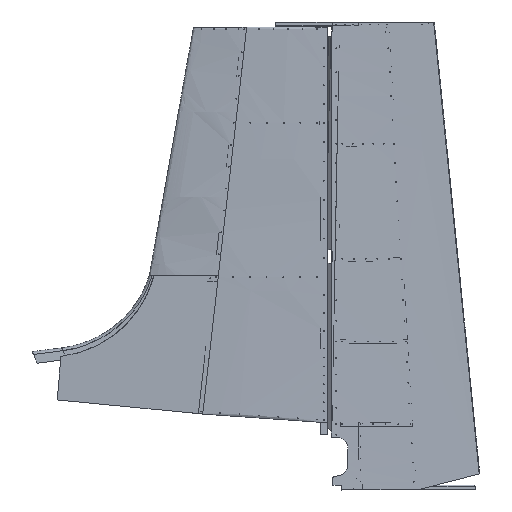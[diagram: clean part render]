
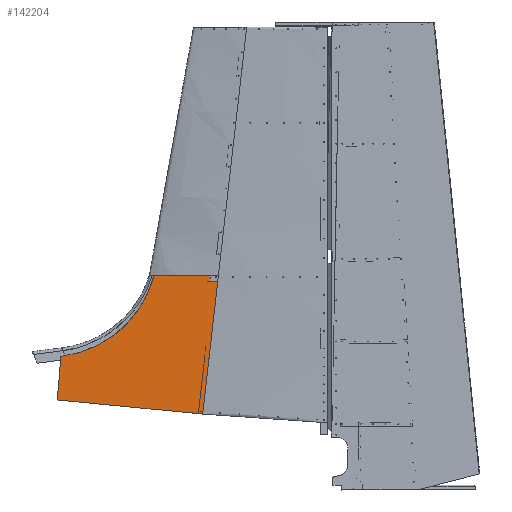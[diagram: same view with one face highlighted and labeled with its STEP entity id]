
A CAD part, top view. The second image highlights one B-rep face of the part: STEP entity #142204.
In plain terms, the highlighted free-form (B-spline) face has degree [1, 1] with [2, 2] control points.
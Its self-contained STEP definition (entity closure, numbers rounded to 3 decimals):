
#141886 = EDGE_CURVE('',#141887,#141889,#141891,.T.);
#141887 = VERTEX_POINT('',#141888);
#141888 = CARTESIAN_POINT('',(-442.313,593.423,
    49.908));
#141889 = VERTEX_POINT('',#141890);
#141890 = CARTESIAN_POINT('',(-439.917,590.73,
    50.017));
#141891 = ( BOUNDED_CURVE() B_SPLINE_CURVE(2,(#141892,#141893,#141894),
.UNSPECIFIED.,.F.,.F.) B_SPLINE_CURVE_WITH_KNOTS((3,3),(5.444,
7.123),.PIECEWISE_BEZIER_KNOTS.) CURVE() 
GEOMETRIC_REPRESENTATION_ITEM() RATIONAL_B_SPLINE_CURVE((1.,
0.668,1.)) REPRESENTATION_ITEM('') );
#141892 = CARTESIAN_POINT('',(-442.313,593.423,
    49.908));
#141893 = CARTESIAN_POINT('',(-439.614,593.412,
    49.962));
#141894 = CARTESIAN_POINT('',(-439.917,590.73,
    50.017));
#141935 = VERTEX_POINT('',#141936);
#141936 = CARTESIAN_POINT('',(-696.595,594.415,
    44.801));
#141941 = EDGE_CURVE('',#141935,#141887,#141942,.T.);
#141942 = B_SPLINE_CURVE_WITH_KNOTS('',1,(#141943,#141944),
  .UNSPECIFIED.,.F.,.F.,(2,2),(-212.562,-2.542),
  .PIECEWISE_BEZIER_KNOTS.);
#141943 = CARTESIAN_POINT('',(-696.595,594.415,
    44.801));
#141944 = CARTESIAN_POINT('',(-442.313,593.423,
    49.908));
#142023 = EDGE_CURVE('',#142024,#141935,#142026,.T.);
#142024 = VERTEX_POINT('',#142025);
#142025 = CARTESIAN_POINT('',(-698.947,592.61,
    44.795));
#142026 = ( BOUNDED_CURVE() B_SPLINE_CURVE(2,(#142027,#142028,#142029),
.UNSPECIFIED.,.F.,.F.) B_SPLINE_CURVE_WITH_KNOTS((3,3),(5.625,
6.942),.PIECEWISE_BEZIER_KNOTS.) CURVE() 
GEOMETRIC_REPRESENTATION_ITEM() RATIONAL_B_SPLINE_CURVE((1.,
0.791,1.)) REPRESENTATION_ITEM('') );
#142027 = CARTESIAN_POINT('',(-698.947,592.61,
    44.795));
#142028 = CARTESIAN_POINT('',(-698.469,594.422,
    44.763));
#142029 = CARTESIAN_POINT('',(-696.595,594.415,
    44.801));
#142048 = EDGE_CURVE('',#142049,#142024,#142051,.T.);
#142049 = VERTEX_POINT('',#142050);
#142050 = CARTESIAN_POINT('',(-1071.563,267.63,
    44.687));
#142051 = ( BOUNDED_CURVE() B_SPLINE_CURVE(2,(#142052,#142053,#142054),
.UNSPECIFIED.,.F.,.F.) B_SPLINE_CURVE_WITH_KNOTS((3,3),(3.146,
4.338),.PIECEWISE_BEZIER_KNOTS.) CURVE() 
GEOMETRIC_REPRESENTATION_ITEM() RATIONAL_B_SPLINE_CURVE((1.,
0.828,1.)) REPRESENTATION_ITEM('') );
#142052 = CARTESIAN_POINT('',(-1071.563,267.63,
    44.687));
#142053 = CARTESIAN_POINT('',(-775.137,303.859,
    49.795));
#142054 = CARTESIAN_POINT('',(-698.947,592.61,
    44.795));
#142073 = EDGE_CURVE('',#142074,#142049,#142076,.T.);
#142074 = VERTEX_POINT('',#142075);
#142075 = CARTESIAN_POINT('',(-1073.683,265.432,
    44.694));
#142076 = ( BOUNDED_CURVE() B_SPLINE_CURVE(2,(#142077,#142078,#142079),
.UNSPECIFIED.,.F.,.F.) B_SPLINE_CURVE_WITH_KNOTS((3,3),(5.601,
6.965),.PIECEWISE_BEZIER_KNOTS.) CURVE() 
GEOMETRIC_REPRESENTATION_ITEM() RATIONAL_B_SPLINE_CURVE((1.,
0.776,1.)) REPRESENTATION_ITEM('') );
#142077 = CARTESIAN_POINT('',(-1073.683,265.432,
    44.694));
#142078 = CARTESIAN_POINT('',(-1073.515,267.392,
    44.653));
#142079 = CARTESIAN_POINT('',(-1071.563,267.63,
    44.687));
#142101 = VERTEX_POINT('',#142102);
#142102 = CARTESIAN_POINT('',(-1088.296,94.442,
    48.265));
#142107 = EDGE_CURVE('',#142101,#142074,#142108,.T.);
#142108 = B_SPLINE_CURVE_WITH_KNOTS('',1,(#142109,#142110),
  .UNSPECIFIED.,.F.,.F.,(2,2),(-143.37,-1.628),
  .PIECEWISE_BEZIER_KNOTS.);
#142109 = CARTESIAN_POINT('',(-1088.296,94.442,
    48.265));
#142110 = CARTESIAN_POINT('',(-1073.683,265.432,
    44.694));
#142120 = EDGE_CURVE('',#142121,#142101,#142123,.T.);
#142121 = VERTEX_POINT('',#142122);
#142122 = CARTESIAN_POINT('',(-1086.119,91.827,
    48.368));
#142123 = ( BOUNDED_CURVE() B_SPLINE_CURVE(2,(#142124,#142125,#142126),
.UNSPECIFIED.,.F.,.F.) B_SPLINE_CURVE_WITH_KNOTS((3,3),(5.504,
7.062),.PIECEWISE_BEZIER_KNOTS.) CURVE() 
GEOMETRIC_REPRESENTATION_ITEM() RATIONAL_B_SPLINE_CURVE((1.,
0.711,1.)) REPRESENTATION_ITEM('') );
#142124 = CARTESIAN_POINT('',(-1086.119,91.827,
    48.368));
#142125 = CARTESIAN_POINT('',(-1088.5,92.059,
    48.315));
#142126 = CARTESIAN_POINT('',(-1088.296,94.442,
    48.265));
#142148 = VERTEX_POINT('',#142149);
#142149 = CARTESIAN_POINT('',(-505.161,35.285,
    61.262));
#142154 = EDGE_CURVE('',#142148,#142121,#142155,.T.);
#142155 = B_SPLINE_CURVE_WITH_KNOTS('',1,(#142156,#142157),
  .UNSPECIFIED.,.F.,.F.,(2,2),(-484.091,-1.976),
  .PIECEWISE_BEZIER_KNOTS.);
#142156 = CARTESIAN_POINT('',(-505.161,35.285,
    61.262));
#142157 = CARTESIAN_POINT('',(-1086.119,91.827,
    48.368));
#142167 = EDGE_CURVE('',#142168,#142148,#142170,.T.);
#142168 = VERTEX_POINT('',#142169);
#142169 = CARTESIAN_POINT('',(-502.519,37.424,
    61.267));
#142170 = ( BOUNDED_CURVE() B_SPLINE_CURVE(2,(#142171,#142172,#142173),
.UNSPECIFIED.,.F.,.F.) B_SPLINE_CURVE_WITH_KNOTS((3,3),(5.505,
7.061),.PIECEWISE_BEZIER_KNOTS.) CURVE() 
GEOMETRIC_REPRESENTATION_ITEM() RATIONAL_B_SPLINE_CURVE((1.,
0.712,1.)) REPRESENTATION_ITEM('') );
#142171 = CARTESIAN_POINT('',(-502.519,37.424,
    61.267));
#142172 = CARTESIAN_POINT('',(-502.788,35.054,
    61.315));
#142173 = CARTESIAN_POINT('',(-505.161,35.285,
    61.262));
#142193 = EDGE_CURVE('',#141889,#142168,#142194,.T.);
#142194 = B_SPLINE_CURVE_WITH_KNOTS('',1,(#142195,#142196),
  .UNSPECIFIED.,.F.,.F.,(2,2),(-481.879,-21.972),
  .PIECEWISE_BEZIER_KNOTS.);
#142195 = CARTESIAN_POINT('',(-439.917,590.73,
    50.017));
#142196 = CARTESIAN_POINT('',(-502.519,37.424,
    61.267));
#142204 = ADVANCED_FACE('',(#142205),#142217,.T.);
#142205 = FACE_BOUND('',#142206,.T.);
#142206 = EDGE_LOOP('',(#142207,#142208,#142209,#142210,#142211,#142212,
    #142213,#142214,#142215,#142216));
#142207 = ORIENTED_EDGE('',*,*,#141886,.F.);
#142208 = ORIENTED_EDGE('',*,*,#141941,.F.);
#142209 = ORIENTED_EDGE('',*,*,#142023,.F.);
#142210 = ORIENTED_EDGE('',*,*,#142048,.F.);
#142211 = ORIENTED_EDGE('',*,*,#142073,.F.);
#142212 = ORIENTED_EDGE('',*,*,#142107,.F.);
#142213 = ORIENTED_EDGE('',*,*,#142120,.F.);
#142214 = ORIENTED_EDGE('',*,*,#142154,.F.);
#142215 = ORIENTED_EDGE('',*,*,#142167,.F.);
#142216 = ORIENTED_EDGE('',*,*,#142193,.F.);
#142217 = B_SPLINE_SURFACE_WITH_KNOTS('',1,1,(
    (#142218,#142219)
    ,(#142220,#142221
    )),.UNSPECIFIED.,.F.,.F.,.F.,(2,2),(2,2),(-288.867,
    205.967),(-191.732,272.122),
  .PIECEWISE_BEZIER_KNOTS.);
#142218 = CARTESIAN_POINT('',(-1090.616,92.265,
    48.268));
#142219 = CARTESIAN_POINT('',(-1035.961,651.21,
    36.732));
#142220 = CARTESIAN_POINT('',(-494.333,34.232,
    61.502));
#142221 = CARTESIAN_POINT('',(-439.677,593.177,
    49.966));
